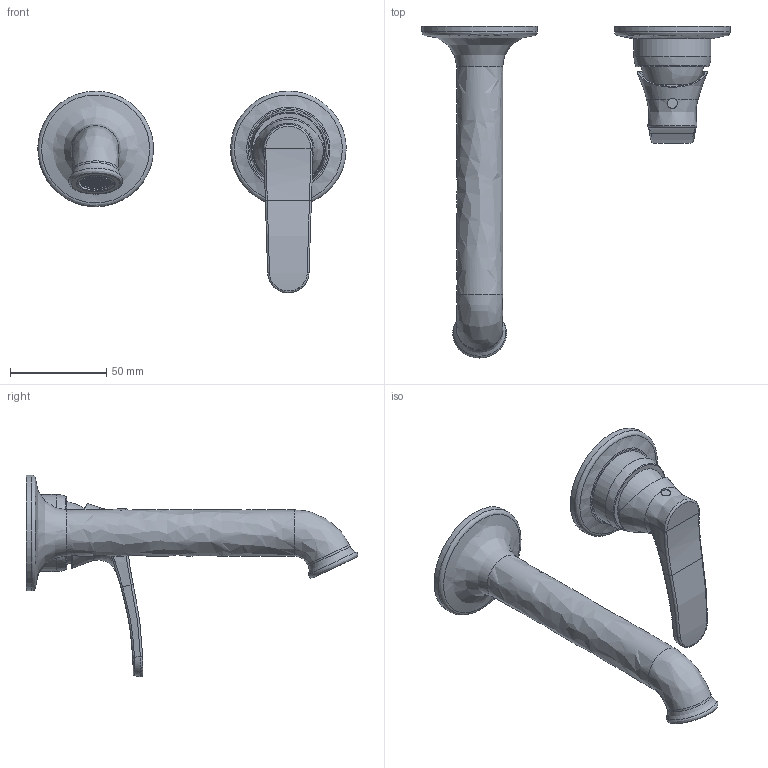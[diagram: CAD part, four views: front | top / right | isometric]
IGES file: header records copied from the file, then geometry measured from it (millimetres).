
Global section: file name: f912fd3a-9d51-4276-b2af-c8c9b8ee06b6; native system: unknown; preprocessor: unknown; author: unknown; organization: unknown; date: 20191126.120023; units: millimetre
Bounding box: 160 x 172.19 x 104.64 mm (x, y, z)
Volume: 152281.8 mm3; surface area: 45014 mm2
Topology: 10 solids, 10 shells, 3581 faces, 11107 edges, 7358 vertices
Faces by surface type: bspline 3581
